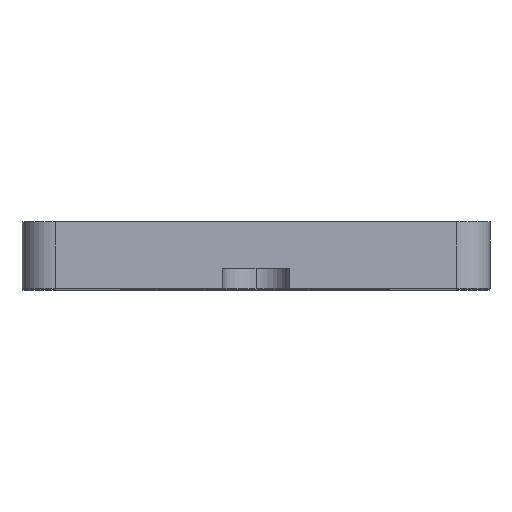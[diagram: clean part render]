
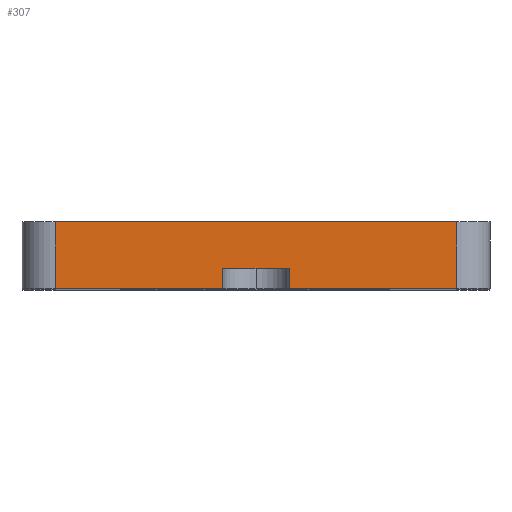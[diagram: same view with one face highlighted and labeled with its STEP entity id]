
A CAD part, top view. The second image highlights one B-rep face of the part: STEP entity #307.
In plain terms, the highlighted planar face has unit normal (0, 0, 1).
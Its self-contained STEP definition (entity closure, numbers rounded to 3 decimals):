
#16544 = LINE ( 'NONE', #16545, #16546 ) ;
#16545 = CARTESIAN_POINT ( 'NONE',  ( -35., 10., 75. ) ) ;
#16546 = VECTOR ( 'NONE', #16547, 1000. ) ;
#16547 = DIRECTION ( 'NONE',  ( 1., 0., 0. ) ) ;
#307 = ADVANCED_FACE ( 'NONE', ( #17674 ), #17675, .F. ) ;
#16880 = CARTESIAN_POINT ( 'NONE',  ( -30., 10., 75. ) ) ;
#17111 = CARTESIAN_POINT ( 'NONE',  ( 30., 0., 75. ) ) ;
#17354 = CARTESIAN_POINT ( 'NONE',  ( 30., 10., 75. ) ) ;
#1059 = EDGE_CURVE ( 'NONE', #3682, #25493, #19119, .T. ) ;
#17674 = FACE_OUTER_BOUND ( 'NONE', #25025, .T. ) ;
#17675 = PLANE ( 'NONE',  #17676 ) ;
#17676 = AXIS2_PLACEMENT_3D ( 'NONE', #17677, #17678, #17679 ) ;
#17677 = CARTESIAN_POINT ( 'NONE',  ( -35., 10., 75. ) ) ;
#17678 = DIRECTION ( 'NONE',  ( 0., 0., -1. ) ) ;
#17679 = DIRECTION ( 'NONE',  ( -1., 0., 0. ) ) ;
#1670 = ORIENTED_EDGE ( 'NONE', *, *, #2149, .T. ) ;
#1938 = VERTEX_POINT ( 'NONE', #20250 ) ;
#2149 = EDGE_CURVE ( 'NONE', #27035, #27196, #20533, .T. ) ;
#2253 = VERTEX_POINT ( 'NONE', #20683 ) ;
#18717 = ORIENTED_EDGE ( 'NONE', *, *, #19151, .T. ) ;
#19119 = LINE ( 'NONE', #19120, #19130 ) ;
#19120 = CARTESIAN_POINT ( 'NONE',  ( 5., 3., 75. ) ) ;
#19130 = VECTOR ( 'NONE', #19131, 1000. ) ;
#19131 = DIRECTION ( 'NONE',  ( 0., -1., 0. ) ) ;
#19151 = EDGE_CURVE ( 'NONE', #2253, #19492, #9636, .T. ) ;
#2856 = LINE ( 'NONE', #2857, #2858 ) ;
#2857 = CARTESIAN_POINT ( 'NONE',  ( -35., 0., 75. ) ) ;
#2858 = VECTOR ( 'NONE', #2859, 1000. ) ;
#2859 = DIRECTION ( 'NONE',  ( 1., 0., 0. ) ) ;
#19492 = VERTEX_POINT ( 'NONE', #9930 ) ;
#3628 = EDGE_CURVE ( 'NONE', #1938, #2253, #22350, .T. ) ;
#3682 = VERTEX_POINT ( 'NONE', #22416 ) ;
#20083 = ORIENTED_EDGE ( 'NONE', *, *, #20285, .F. ) ;
#20250 = CARTESIAN_POINT ( 'NONE',  ( -30., 0., 75. ) ) ;
#20285 = EDGE_CURVE ( 'NONE', #3682, #19492, #10593, .T. ) ;
#20533 = LINE ( 'NONE', #20534, #20535 ) ;
#20534 = CARTESIAN_POINT ( 'NONE',  ( 30., 10., 75. ) ) ;
#20535 = VECTOR ( 'NONE', #20536, 1000. ) ;
#20536 = DIRECTION ( 'NONE',  ( 0., 1., 0. ) ) ;
#20683 = CARTESIAN_POINT ( 'NONE',  ( -5., 0., 75. ) ) ;
#4368 = LINE ( 'NONE', #4369, #4370 ) ;
#4369 = CARTESIAN_POINT ( 'NONE',  ( -30., 10., 75. ) ) ;
#4370 = VECTOR ( 'NONE', #4371, 1000. ) ;
#4371 = DIRECTION ( 'NONE',  ( 0., -1., 0. ) ) ;
#21164 = ORIENTED_EDGE ( 'NONE', *, *, #1059, .T. ) ;
#21807 = ORIENTED_EDGE ( 'NONE', *, *, #11300, .T. ) ;
#22350 = LINE ( 'NONE', #22351, #22352 ) ;
#22351 = CARTESIAN_POINT ( 'NONE',  ( -35., 0., 75. ) ) ;
#22352 = VECTOR ( 'NONE', #22353, 1000. ) ;
#22353 = DIRECTION ( 'NONE',  ( 1., 0., 0. ) ) ;
#22416 = CARTESIAN_POINT ( 'NONE',  ( 5., 3., 75. ) ) ;
#25025 = EDGE_LOOP ( 'NONE', ( #26022, #12221, #13520, #18717, #20083, #21164, #21807, #1670 ) ) ;
#25493 = VERTEX_POINT ( 'NONE', #15308 ) ;
#9636 = LINE ( 'NONE', #9644, #9645 ) ;
#9644 = CARTESIAN_POINT ( 'NONE',  ( -5., 3., 75. ) ) ;
#9645 = VECTOR ( 'NONE', #9646, 1000. ) ;
#9646 = DIRECTION ( 'NONE',  ( 0., 1., 0. ) ) ;
#26022 = ORIENTED_EDGE ( 'NONE', *, *, #26546, .F. ) ;
#9930 = CARTESIAN_POINT ( 'NONE',  ( -5., 3., 75. ) ) ;
#26546 = EDGE_CURVE ( 'NONE', #26866, #27196, #16544, .T. ) ;
#26866 = VERTEX_POINT ( 'NONE', #16880 ) ;
#10593 = LINE ( 'NONE', #10594, #10595 ) ;
#10594 = CARTESIAN_POINT ( 'NONE',  ( -35., 3., 75. ) ) ;
#10595 = VECTOR ( 'NONE', #10596, 1000. ) ;
#10596 = DIRECTION ( 'NONE',  ( -1., 0., 0. ) ) ;
#27035 = VERTEX_POINT ( 'NONE', #17111 ) ;
#27196 = VERTEX_POINT ( 'NONE', #17354 ) ;
#11300 = EDGE_CURVE ( 'NONE', #25493, #27035, #2856, .T. ) ;
#12221 = ORIENTED_EDGE ( 'NONE', *, *, #12675, .T. ) ;
#12675 = EDGE_CURVE ( 'NONE', #26866, #1938, #4368, .T. ) ;
#13520 = ORIENTED_EDGE ( 'NONE', *, *, #3628, .T. ) ;
#15308 = CARTESIAN_POINT ( 'NONE',  ( 5., 0., 75. ) ) ;
